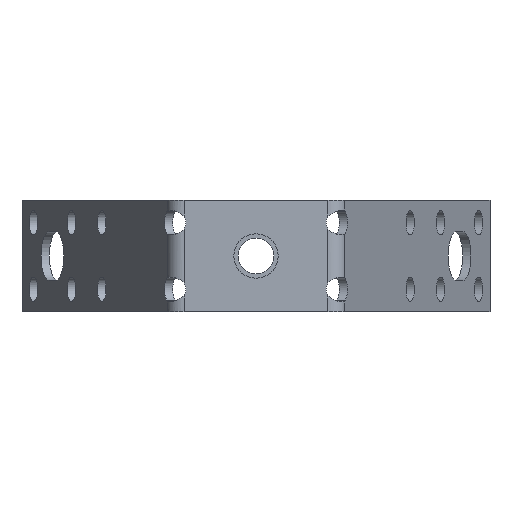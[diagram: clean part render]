
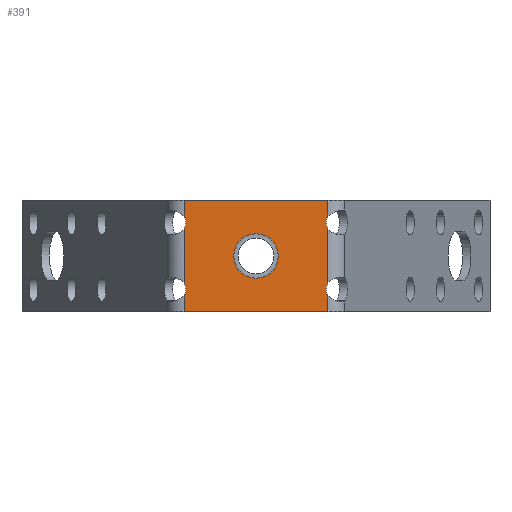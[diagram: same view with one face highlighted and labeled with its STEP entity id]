
A CAD part, front view. The second image highlights one B-rep face of the part: STEP entity #391.
In plain terms, the highlighted planar face has unit normal (0, -1, 0).
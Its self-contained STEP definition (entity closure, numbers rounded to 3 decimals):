
#8 = CARTESIAN_POINT ( 'NONE',  ( 16.199, 0., -12.5 ) ) ;
#55 = EDGE_CURVE ( 'NONE', #751, #305, #3172, .T. ) ;
#65 = EDGE_CURVE ( 'NONE', #1488, #2921, #3519, .T. ) ;
#74 = EDGE_CURVE ( 'NONE', #2283, #1488, #3214, .T. ) ;
#87 = EDGE_CURVE ( 'NONE', #2921, #3396, #3424, .T. ) ;
#96 = EDGE_CURVE ( 'NONE', #1563, #2982, #3665, .T. ) ;
#103 = EDGE_CURVE ( 'NONE', #2453, #3535, #3460, .T. ) ;
#161 = VECTOR ( 'NONE', #1782, 1000. ) ;
#202 = CARTESIAN_POINT ( 'NONE',  ( -16.199, 0., 6.015 ) ) ;
#247 = LINE ( 'NONE', #1169, #161 ) ;
#305 = VERTEX_POINT ( 'NONE', #8 ) ;
#312 = DIRECTION ( 'NONE',  ( 0., 0., -1. ) ) ;
#318 = EDGE_CURVE ( 'NONE', #3396, #1563, #3550, .T. ) ;
#325 = DIRECTION ( 'NONE',  ( 0., 1., 0. ) ) ;
#343 = CARTESIAN_POINT ( 'NONE',  ( 18.514, 0., -7.5 ) ) ;
#356 = CIRCLE ( 'NONE', #2996, 5. ) ;
#381 = AXIS2_PLACEMENT_3D ( 'NONE', #3247, #1470, #3568 ) ;
#391 = ADVANCED_FACE ( 'NONE', ( #1255, #3252 ), #2154, .T. ) ;
#404 = CARTESIAN_POINT ( 'NONE',  ( -16.199, 0., -6.015 ) ) ;
#537 = CARTESIAN_POINT ( 'NONE',  ( 16.199, 0., -6.015 ) ) ;
#584 = LINE ( 'NONE', #1111, #3592 ) ;
#606 = ORIENTED_EDGE ( 'NONE', *, *, #74, .T. ) ;
#613 = VECTOR ( 'NONE', #3521, 1000. ) ;
#726 = VECTOR ( 'NONE', #2436, 1000. ) ;
#751 = VERTEX_POINT ( 'NONE', #990 ) ;
#905 = CARTESIAN_POINT ( 'NONE',  ( -16.199, 0., 8.985 ) ) ;
#990 = CARTESIAN_POINT ( 'NONE',  ( 16.199, 0., -8.985 ) ) ;
#1027 = CIRCLE ( 'NONE', #1789, 2.75 ) ;
#1094 = DIRECTION ( 'NONE',  ( 0., -1., 0. ) ) ;
#1110 = DIRECTION ( 'NONE',  ( 0., 0., -1. ) ) ;
#1111 = CARTESIAN_POINT ( 'NONE',  ( 16.199, 0., 12.5 ) ) ;
#1163 = EDGE_LOOP ( 'NONE', ( #1271, #2428 ) ) ;
#1169 = CARTESIAN_POINT ( 'NONE',  ( 16.199, 0., 12.5 ) ) ;
#1243 = CARTESIAN_POINT ( 'NONE',  ( 16.199, 0., 8.985 ) ) ;
#1255 = FACE_OUTER_BOUND ( 'NONE', #3427, .T. ) ;
#1259 = AXIS2_PLACEMENT_3D ( 'NONE', #3089, #3075, #3063 ) ;
#1271 = ORIENTED_EDGE ( 'NONE', *, *, #103, .T. ) ;
#1299 = EDGE_CURVE ( 'NONE', #305, #2982, #1419, .T. ) ;
#1370 = CARTESIAN_POINT ( 'NONE',  ( -16.199, 0., 12.5 ) ) ;
#1419 = LINE ( 'NONE', #2035, #613 ) ;
#1421 = ORIENTED_EDGE ( 'NONE', *, *, #1678, .F. ) ;
#1432 = DIRECTION ( 'NONE',  ( 0., 0., -1. ) ) ;
#1457 = EDGE_CURVE ( 'NONE', #3535, #2453, #356, .T. ) ;
#1466 = ORIENTED_EDGE ( 'NONE', *, *, #96, .T. ) ;
#1470 = DIRECTION ( 'NONE',  ( 0., 1., 0. ) ) ;
#1471 = EDGE_CURVE ( 'NONE', #751, #3141, #1027, .T. ) ;
#1488 = VERTEX_POINT ( 'NONE', #905 ) ;
#1563 = VERTEX_POINT ( 'NONE', #1682 ) ;
#1605 = ORIENTED_EDGE ( 'NONE', *, *, #87, .T. ) ;
#1617 = ORIENTED_EDGE ( 'NONE', *, *, #65, .T. ) ;
#1678 = EDGE_CURVE ( 'NONE', #1951, #1898, #584, .T. ) ;
#1682 = CARTESIAN_POINT ( 'NONE',  ( -16.199, 0., -8.985 ) ) ;
#1696 = CARTESIAN_POINT ( 'NONE',  ( -16.199, 0., -12.5 ) ) ;
#1756 = ORIENTED_EDGE ( 'NONE', *, *, #1471, .T. ) ;
#1777 = CARTESIAN_POINT ( 'NONE',  ( -19., 0., 12.5 ) ) ;
#1782 = DIRECTION ( 'NONE',  ( 0., 0., -1. ) ) ;
#1789 = AXIS2_PLACEMENT_3D ( 'NONE', #343, #325, #312 ) ;
#1806 = EDGE_CURVE ( 'NONE', #2871, #3141, #247, .T. ) ;
#1851 = CIRCLE ( 'NONE', #381, 2.75 ) ;
#1863 = DIRECTION ( 'NONE',  ( 0., 0., -1. ) ) ;
#1864 = EDGE_CURVE ( 'NONE', #1951, #2283, #3010, .T. ) ;
#1874 = CARTESIAN_POINT ( 'NONE',  ( -16.199, 0., 12.5 ) ) ;
#1884 = CARTESIAN_POINT ( 'NONE',  ( 16.199, 0., 12.5 ) ) ;
#1898 = VERTEX_POINT ( 'NONE', #1243 ) ;
#1951 = VERTEX_POINT ( 'NONE', #1884 ) ;
#1970 = CARTESIAN_POINT ( 'NONE',  ( 16.199, 0., 6.015 ) ) ;
#2001 = ORIENTED_EDGE ( 'NONE', *, *, #318, .T. ) ;
#2035 = CARTESIAN_POINT ( 'NONE',  ( -19., 0., -12.5 ) ) ;
#2154 = PLANE ( 'NONE',  #2920 ) ;
#2167 = CARTESIAN_POINT ( 'NONE',  ( 16.199, 0., 12.5 ) ) ;
#2234 = DIRECTION ( 'NONE',  ( 0., 0., -1. ) ) ;
#2245 = DIRECTION ( 'NONE',  ( 0., 1., 0. ) ) ;
#2256 = DIRECTION ( 'NONE',  ( 0., 0., -1. ) ) ;
#2283 = VERTEX_POINT ( 'NONE', #1370 ) ;
#2356 = ORIENTED_EDGE ( 'NONE', *, *, #1806, .F. ) ;
#2397 = CARTESIAN_POINT ( 'NONE',  ( -16.199, 0., 12.5 ) ) ;
#2428 = ORIENTED_EDGE ( 'NONE', *, *, #1457, .T. ) ;
#2435 = DIRECTION ( 'NONE',  ( 0., 0., 1. ) ) ;
#2436 = DIRECTION ( 'NONE',  ( -1., 0., 0. ) ) ;
#2447 = ORIENTED_EDGE ( 'NONE', *, *, #55, .F. ) ;
#2453 = VERTEX_POINT ( 'NONE', #2610 ) ;
#2474 = ORIENTED_EDGE ( 'NONE', *, *, #1864, .T. ) ;
#2610 = CARTESIAN_POINT ( 'NONE',  ( 0., 0., 5. ) ) ;
#2627 = EDGE_CURVE ( 'NONE', #2871, #1898, #1851, .T. ) ;
#2679 = DIRECTION ( 'NONE',  ( 0., 1., 0. ) ) ;
#2719 = CARTESIAN_POINT ( 'NONE',  ( -19., 0., 12.5 ) ) ;
#2732 = AXIS2_PLACEMENT_3D ( 'NONE', #3438, #2245, #2234 ) ;
#2871 = VERTEX_POINT ( 'NONE', #1970 ) ;
#2920 = AXIS2_PLACEMENT_3D ( 'NONE', #1777, #1094, #1110 ) ;
#2921 = VERTEX_POINT ( 'NONE', #202 ) ;
#2941 = VECTOR ( 'NONE', #2256, 1000. ) ;
#2968 = CARTESIAN_POINT ( 'NONE',  ( 0., 0., 0. ) ) ;
#2982 = VERTEX_POINT ( 'NONE', #1696 ) ;
#2996 = AXIS2_PLACEMENT_3D ( 'NONE', #2968, #2679, #2435 ) ;
#3010 = LINE ( 'NONE', #2719, #726 ) ;
#3063 = DIRECTION ( 'NONE',  ( 0., 0., 1. ) ) ;
#3075 = DIRECTION ( 'NONE',  ( 0., 1., 0. ) ) ;
#3080 = ORIENTED_EDGE ( 'NONE', *, *, #1299, .F. ) ;
#3088 = CARTESIAN_POINT ( 'NONE',  ( 0., 0., -5. ) ) ;
#3089 = CARTESIAN_POINT ( 'NONE',  ( 0., 0., 0. ) ) ;
#3141 = VERTEX_POINT ( 'NONE', #537 ) ;
#3172 = LINE ( 'NONE', #2167, #3316 ) ;
#3201 = AXIS2_PLACEMENT_3D ( 'NONE', #3793, #3728, #3716 ) ;
#3214 = LINE ( 'NONE', #3597, #3422 ) ;
#3247 = CARTESIAN_POINT ( 'NONE',  ( 18.514, 0., 7.5 ) ) ;
#3252 = FACE_BOUND ( 'NONE', #1163, .T. ) ;
#3316 = VECTOR ( 'NONE', #3661, 1000. ) ;
#3352 = DIRECTION ( 'NONE',  ( 0., 0., -1. ) ) ;
#3396 = VERTEX_POINT ( 'NONE', #404 ) ;
#3422 = VECTOR ( 'NONE', #3352, 1000. ) ;
#3424 = LINE ( 'NONE', #1874, #3522 ) ;
#3427 = EDGE_LOOP ( 'NONE', ( #1756, #2356, #3690, #1421, #2474, #606, #1617, #1605, #2001, #1466, #3080, #2447 ) ) ;
#3438 = CARTESIAN_POINT ( 'NONE',  ( -18.514, 0., 7.5 ) ) ;
#3460 = CIRCLE ( 'NONE', #1259, 5. ) ;
#3519 = CIRCLE ( 'NONE', #2732, 2.75 ) ;
#3521 = DIRECTION ( 'NONE',  ( -1., 0., 0. ) ) ;
#3522 = VECTOR ( 'NONE', #1863, 1000. ) ;
#3535 = VERTEX_POINT ( 'NONE', #3088 ) ;
#3550 = CIRCLE ( 'NONE', #3201, 2.75 ) ;
#3568 = DIRECTION ( 'NONE',  ( 0., 0., 1. ) ) ;
#3592 = VECTOR ( 'NONE', #1432, 1000. ) ;
#3597 = CARTESIAN_POINT ( 'NONE',  ( -16.199, 0., 12.5 ) ) ;
#3661 = DIRECTION ( 'NONE',  ( 0., 0., -1. ) ) ;
#3665 = LINE ( 'NONE', #2397, #2941 ) ;
#3690 = ORIENTED_EDGE ( 'NONE', *, *, #2627, .T. ) ;
#3716 = DIRECTION ( 'NONE',  ( 0., 0., 1. ) ) ;
#3728 = DIRECTION ( 'NONE',  ( 0., 1., 0. ) ) ;
#3793 = CARTESIAN_POINT ( 'NONE',  ( -18.514, 0., -7.5 ) ) ;
